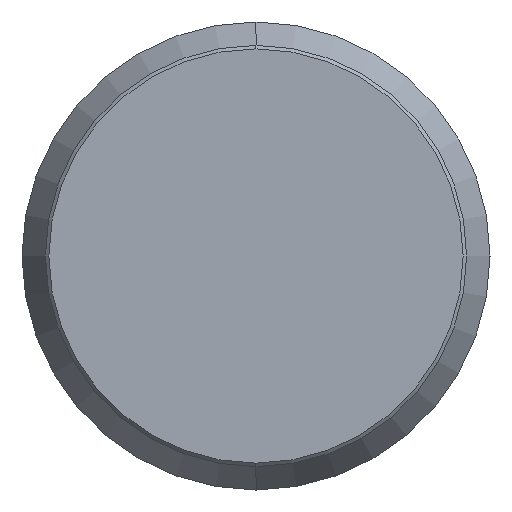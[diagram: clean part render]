
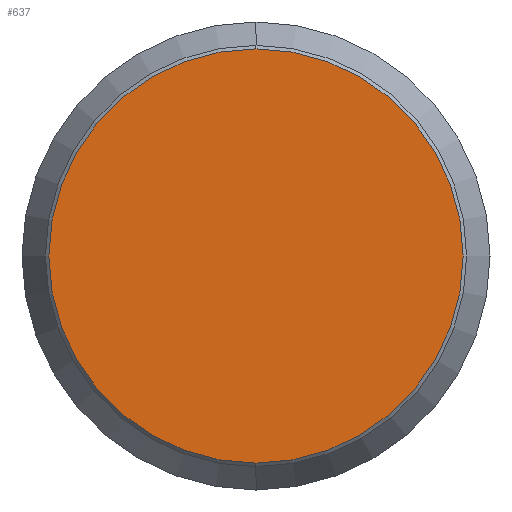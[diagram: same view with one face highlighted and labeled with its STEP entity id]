
A CAD part, left-side view. The second image highlights one B-rep face of the part: STEP entity #637.
In plain terms, the highlighted planar face has unit normal (-1, 0, 0).
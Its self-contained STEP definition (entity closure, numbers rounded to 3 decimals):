
#7 = EDGE_LOOP ( 'NONE', ( #431, #407 ) ) ;
#12 = CARTESIAN_POINT ( 'NONE',  ( 0., 0., -17.7 ) ) ;
#13 = FACE_OUTER_BOUND ( 'NONE', #7, .T. ) ;
#88 = CIRCLE ( 'NONE', #486, 17.7 ) ;
#102 = CARTESIAN_POINT ( 'NONE',  ( 0., 0., 0. ) ) ;
#135 = DIRECTION ( 'NONE',  ( 0., 0., 1. ) ) ;
#140 = CIRCLE ( 'NONE', #281, 17.7 ) ;
#149 = DIRECTION ( 'NONE',  ( 0., 0., 1. ) ) ;
#167 = EDGE_CURVE ( 'NONE', #447, #310, #140, .T. ) ;
#215 = AXIS2_PLACEMENT_3D ( 'NONE', #648, #238, #538 ) ;
#238 = DIRECTION ( 'NONE',  ( 1., 0., 0. ) ) ;
#281 = AXIS2_PLACEMENT_3D ( 'NONE', #102, #496, #149 ) ;
#310 = VERTEX_POINT ( 'NONE', #12 ) ;
#407 = ORIENTED_EDGE ( 'NONE', *, *, #167, .T. ) ;
#431 = ORIENTED_EDGE ( 'NONE', *, *, #513, .T. ) ;
#447 = VERTEX_POINT ( 'NONE', #465 ) ;
#465 = CARTESIAN_POINT ( 'NONE',  ( 0., 0., 17.7 ) ) ;
#476 = CARTESIAN_POINT ( 'NONE',  ( 0., 0., 0. ) ) ;
#486 = AXIS2_PLACEMENT_3D ( 'NONE', #476, #644, #135 ) ;
#496 = DIRECTION ( 'NONE',  ( -1., 0., 0. ) ) ;
#513 = EDGE_CURVE ( 'NONE', #310, #447, #88, .T. ) ;
#538 = DIRECTION ( 'NONE',  ( 0., 0., -1. ) ) ;
#588 = PLANE ( 'NONE',  #215 ) ;
#637 = ADVANCED_FACE ( 'NONE', ( #13 ), #588, .F. ) ;
#644 = DIRECTION ( 'NONE',  ( -1., 0., 0. ) ) ;
#648 = CARTESIAN_POINT ( 'NONE',  ( 0., 0., 0. ) ) ;
